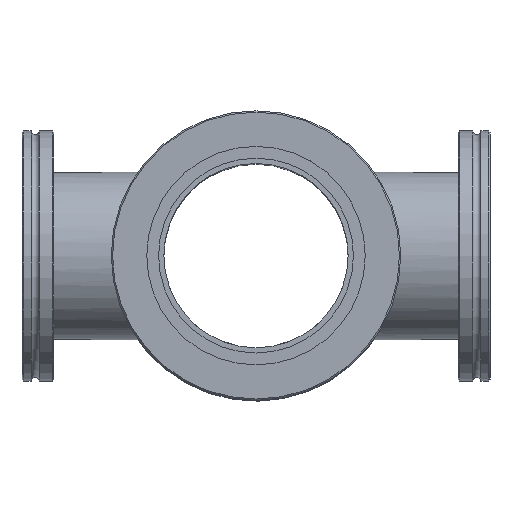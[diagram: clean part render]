
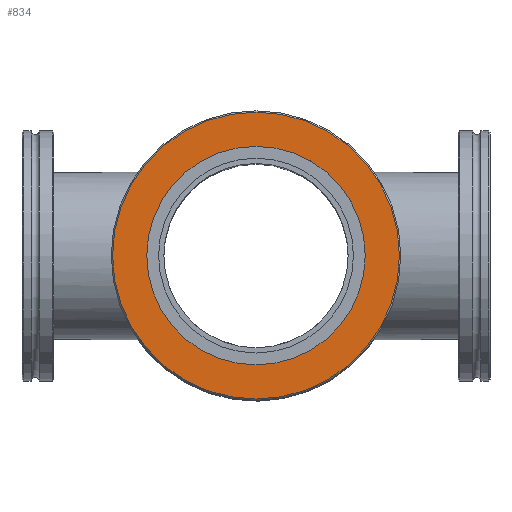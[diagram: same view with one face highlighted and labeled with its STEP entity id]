
A CAD part, top view. The second image highlights one B-rep face of the part: STEP entity #834.
In plain terms, the highlighted face is planar.
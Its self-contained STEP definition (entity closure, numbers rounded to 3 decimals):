
#67=PLANE('',#984);
#84=FACE_BOUND('',#233,.T.);
#110=CIRCLE('',#983,54.5);
#111=CIRCLE('',#985,41.5);
#112=CIRCLE('',#986,41.5);
#182=FACE_OUTER_BOUND('',#232,.T.);
#232=EDGE_LOOP('',(#624));
#233=EDGE_LOOP('',(#625,#626));
#378=VERTEX_POINT('',#1719);
#379=VERTEX_POINT('',#1723);
#380=VERTEX_POINT('',#1724);
#476=EDGE_CURVE('',#378,#378,#110,.T.);
#477=EDGE_CURVE('',#379,#380,#111,.T.);
#478=EDGE_CURVE('',#380,#379,#112,.T.);
#624=ORIENTED_EDGE('',*,*,#476,.F.);
#625=ORIENTED_EDGE('',*,*,#477,.T.);
#626=ORIENTED_EDGE('',*,*,#478,.T.);
#834=ADVANCED_FACE('',(#182,#84),#67,.T.);
#983=AXIS2_PLACEMENT_3D('',#1721,#1150,#1151);
#984=AXIS2_PLACEMENT_3D('',#1722,#1152,#1153);
#985=AXIS2_PLACEMENT_3D('',#1725,#1154,#1155);
#986=AXIS2_PLACEMENT_3D('',#1726,#1156,#1157);
#1150=DIRECTION('center_axis',(0.,1.,0.));
#1151=DIRECTION('ref_axis',(1.,0.,0.));
#1152=DIRECTION('center_axis',(0.,-1.,0.));
#1153=DIRECTION('ref_axis',(0.,0.,-1.));
#1154=DIRECTION('center_axis',(0.,1.,0.));
#1155=DIRECTION('ref_axis',(1.,0.,0.));
#1156=DIRECTION('center_axis',(0.,1.,0.));
#1157=DIRECTION('ref_axis',(1.,0.,0.));
#1719=CARTESIAN_POINT('',(-54.5,0.,0.));
#1721=CARTESIAN_POINT('Origin',(0.,0.,0.));
#1722=CARTESIAN_POINT('Origin',(-55.,0.,0.));
#1723=CARTESIAN_POINT('',(-41.5,0.,0.));
#1724=CARTESIAN_POINT('',(41.5,0.,0.));
#1725=CARTESIAN_POINT('Origin',(0.,0.,0.));
#1726=CARTESIAN_POINT('Origin',(0.,0.,0.));
